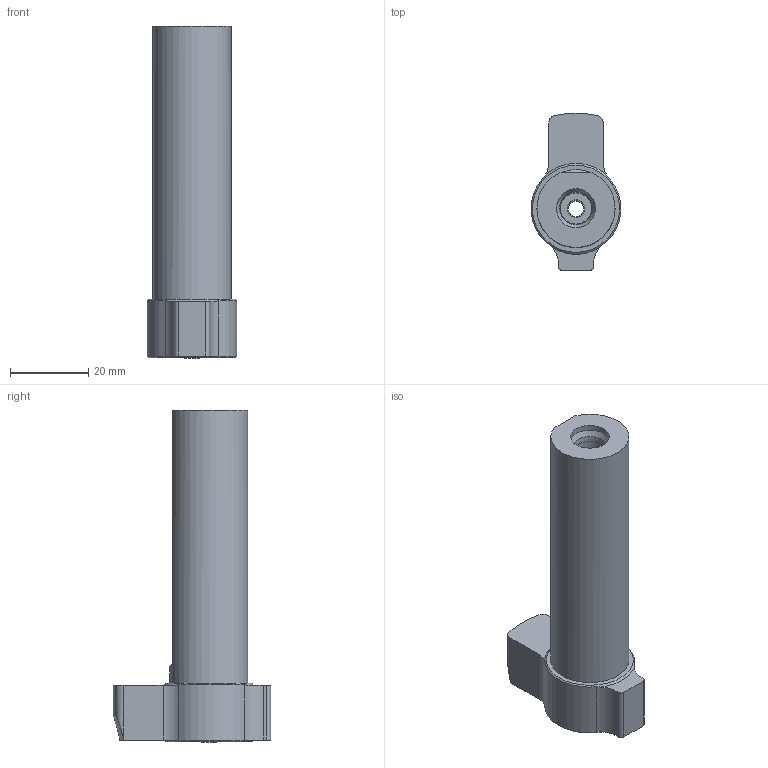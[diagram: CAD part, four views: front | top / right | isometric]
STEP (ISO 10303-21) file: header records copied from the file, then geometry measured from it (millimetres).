
FILE_DESCRIPTION((''),'1');
FILE_NAME('SL20-HDC4-70.stp','2020-03-09T01:02:46',(''),(''),'Spatial Interop R21 SP3','Kubotek KeyCreator 2011 V10.0.2 (22737)',' ');
FILE_SCHEMA(('automotive_design'));
Length unit declared in the file: millimetre
Products named in the file (1): Unnamed[1]
Bounding box: 22.95 x 40.23 x 85 mm (x, y, z)
Volume: 28284.6 mm3; surface area: 8804.8 mm2
Topology: 1 solids, 1 shells, 39 faces, 96 edges, 63 vertices
Faces by surface type: cylinder 17, plane 17, cone 5
Full cylindrical faces by diameter (mm): 4 x1, 4.5 x1, 8 x1, 8.2 x1, 10 x1, 20 x1
Entity records: 2621 total; most frequent: CARTESIAN_POINT 825, DIRECTION 192, ORIENTED_EDGE 166, PRESENTATION_STYLE_ASSIGNMENT 163, COLOUR_RGB 163, STYLED_ITEM 123, CURVE_STYLE 123, DRAUGHTING_PRE_DEFINED_CURVE_FONT 123
